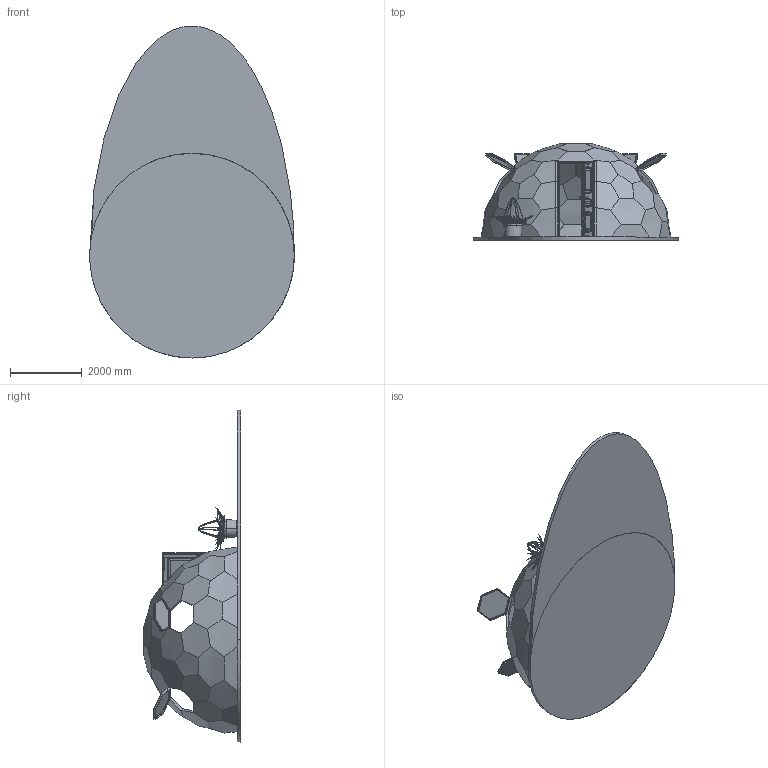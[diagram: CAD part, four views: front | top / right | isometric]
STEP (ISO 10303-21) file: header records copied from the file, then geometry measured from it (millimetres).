
FILE_DESCRIPTION(('FreeCAD Model'),'2;1');
FILE_NAME('Open CASCADE Shape Model','2025-05-01T07:13:19',('FreeCAD'),( 'FreeCAD'),'Open CASCADE STEP processor 7.6','FreeCAD','Unknown');
FILE_SCHEMA(('AUTOMOTIVE_DESIGN { 1 0 10303 214 1 1 1 1 }'));
Products named in the file (1): Open CASCADE STEP translator 7.6 1
Bounding box: 5692.54 x 2698.12 x 9234.27 mm (x, y, z)
Volume: 6065581631.9 mm3; surface area: 206966505.6 mm2
Topology: 228 solids, 354 shells, 7851 faces, 18638 edges, 10647 vertices
Faces by surface type: bspline 7851
Entity records: 359046 total; most frequent: CARTESIAN_POINT 253871, ORIENTED_EDGE 35890, EDGE_CURVE 18039, B_SPLINE_CURVE_WITH_KNOTS 11790, VERTEX_POINT 10647, FACE_BOUND 8291, EDGE_LOOP 8291, ADVANCED_FACE 7851
